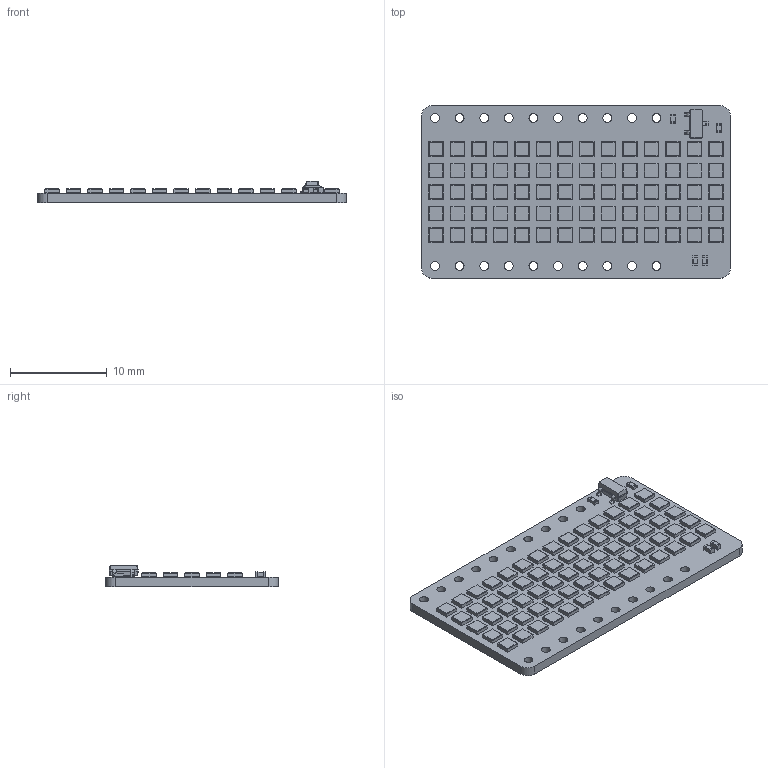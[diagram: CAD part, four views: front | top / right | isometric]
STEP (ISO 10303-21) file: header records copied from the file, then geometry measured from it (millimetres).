
FILE_DESCRIPTION(('KiCad electronic assembly'),'2;1');
FILE_NAME('LOLRGB_3.step','2024-03-24T09:46:54',('Pcbnew'),('Kicad'), 'Open CASCADE STEP processor 7.7','KiCad to STEP converter','Unknown' );
FILE_SCHEMA(('AUTOMOTIVE_DESIGN { 1 0 10303 214 1 1 1 1 }'));
Length unit declared in the file: millimetre
Products named in the file (10): LOLRGB_3 1; SK6805-EC15; (Unsaved); R_0402_1005Metric; C_0402_1005Metric; SOT-23; SOT_23; _autosave-LOLRGB_3_PCB
Assembly tree (80 placements, depth 3):
  LOLRGB_3 1
    SK6805-EC15  x70
      (Unsaved)
    R_0402_1005Metric  x2
      R_0402_1005Metric
    C_0402_1005Metric  x2
      C_0402_1005Metric
    SOT-23
      SOT_23
    _autosave-LOLRGB_3_PCB
Bounding box: 31.85 x 17.78 x 2.25 mm (x, y, z)
Volume: 620 mm3; surface area: 1758.7 mm2
Topology: 76 solids, 76 shells, 914 faces, 1944 edges, 1186 vertices
Faces by surface type: plane 811, cylinder 76, bspline 27
Full cylindrical faces by diameter (mm): 0.914 x20
Entity records: 6719 total; most frequent: CARTESIAN_POINT 1054, DIRECTION 952, ORIENTED_EDGE 848, EDGE_CURVE 424, AXIS2_PLACEMENT_3D 336, LINE 280, VECTOR 280, VERTEX_POINT 266
